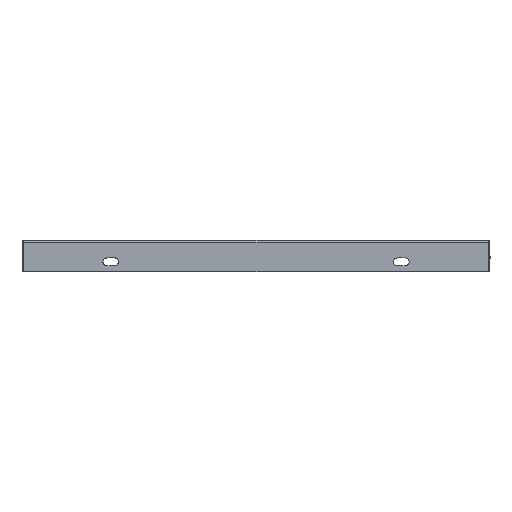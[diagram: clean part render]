
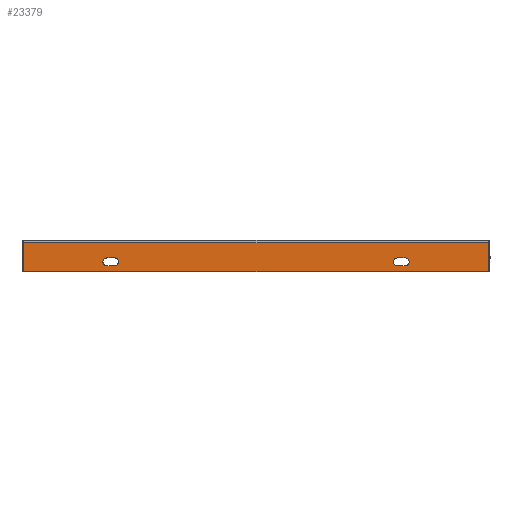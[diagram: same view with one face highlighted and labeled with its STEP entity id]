
A CAD part, left-side view. The second image highlights one B-rep face of the part: STEP entity #23379.
In plain terms, the highlighted planar face has unit normal (-1, 0, 0).
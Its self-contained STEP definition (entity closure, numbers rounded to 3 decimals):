
#1301 = VERTEX_POINT ( 'NONE', #2269 ) ;
#1302 = VERTEX_POINT ( 'NONE', #2270 ) ;
#1309 = VERTEX_POINT ( 'NONE', #2277 ) ;
#1310 = VERTEX_POINT ( 'NONE', #2278 ) ;
#2067 = VERTEX_POINT ( 'NONE', #7476 ) ;
#2068 = VERTEX_POINT ( 'NONE', #7478 ) ;
#2071 = VERTEX_POINT ( 'NONE', #7482 ) ;
#2072 = VERTEX_POINT ( 'NONE', #7483 ) ;
#2074 = VERTEX_POINT ( 'NONE', #7487 ) ;
#2075 = VERTEX_POINT ( 'NONE', #7488 ) ;
#2076 = VERTEX_POINT ( 'NONE', #7490 ) ;
#2077 = VERTEX_POINT ( 'NONE', #7492 ) ;
#2078 = VERTEX_POINT ( 'NONE', #7493 ) ;
#2079 = VERTEX_POINT ( 'NONE', #7495 ) ;
#2269 = CARTESIAN_POINT ( 'NONE',  ( -948.5, -157.99, -20. ) ) ;
#2270 = CARTESIAN_POINT ( 'NONE',  ( -948.5, -153.99, -16. ) ) ;
#2277 = CARTESIAN_POINT ( 'NONE',  ( -948.5, 141.99, -20. ) ) ;
#2278 = CARTESIAN_POINT ( 'NONE',  ( -948.5, 145.99, -16. ) ) ;
#5053 = EDGE_CURVE ( 'NONE', #1302, #2076, #14406, .T. ) ;
#5054 = EDGE_CURVE ( 'NONE', #2067, #2068, #14405, .T. ) ;
#5056 = EDGE_CURVE ( 'NONE', #2067, #2071, #14414, .T. ) ;
#5057 = EDGE_CURVE ( 'NONE', #2072, #2068, #14409, .T. ) ;
#5060 = EDGE_CURVE ( 'NONE', #2075, #1301, #14421, .T. ) ;
#5062 = EDGE_CURVE ( 'NONE', #2076, #2074, #14425, .T. ) ;
#5063 = EDGE_CURVE ( 'NONE', #2074, #2075, #14424, .T. ) ;
#5064 = EDGE_CURVE ( 'NONE', #2077, #2078, #14413, .T. ) ;
#5065 = EDGE_CURVE ( 'NONE', #2079, #2077, #14429, .T. ) ;
#5066 = EDGE_CURVE ( 'NONE', #1310, #2079, #14428, .T. ) ;
#5067 = EDGE_CURVE ( 'NONE', #2078, #1309, #14432, .T. ) ;
#5069 = EDGE_CURVE ( 'NONE', #2071, #2072, #14430, .T. ) ;
#5763 = AXIS2_PLACEMENT_3D ( 'NONE', #6335, #6345, #6346 ) ;
#5765 = AXIS2_PLACEMENT_3D ( 'NONE', #6360, #6366, #6367 ) ;
#6335 = CARTESIAN_POINT ( 'NONE',  ( -948.5, -153.99, -20. ) ) ;
#6345 = DIRECTION ( 'NONE',  ( -1., 0., 0. ) ) ;
#6346 = DIRECTION ( 'NONE',  ( 0., 1., 0. ) ) ;
#6360 = CARTESIAN_POINT ( 'NONE',  ( -948.5, 145.99, -20. ) ) ;
#6366 = DIRECTION ( 'NONE',  ( -1., 0., 0. ) ) ;
#6367 = DIRECTION ( 'NONE',  ( 0., -1., 0. ) ) ;
#6962 = CIRCLE ( 'NONE', #5763, 4. ) ;
#6974 = CIRCLE ( 'NONE', #5765, 4. ) ;
#7476 = CARTESIAN_POINT ( 'NONE',  ( -948.5, 239.49, -0.1 ) ) ;
#7478 = CARTESIAN_POINT ( 'NONE',  ( -948.5, -239.49, -0.1 ) ) ;
#7482 = CARTESIAN_POINT ( 'NONE',  ( -948.5, 239.49, -30. ) ) ;
#7483 = CARTESIAN_POINT ( 'NONE',  ( -948.5, -239.49, -30. ) ) ;
#7487 = CARTESIAN_POINT ( 'NONE',  ( -948.5, -145.99, -24. ) ) ;
#7488 = CARTESIAN_POINT ( 'NONE',  ( -948.5, -153.99, -24. ) ) ;
#7490 = CARTESIAN_POINT ( 'NONE',  ( -948.5, -145.99, -16. ) ) ;
#7492 = CARTESIAN_POINT ( 'NONE',  ( -948.5, 153.99, -24. ) ) ;
#7493 = CARTESIAN_POINT ( 'NONE',  ( -948.5, 145.99, -24. ) ) ;
#7495 = CARTESIAN_POINT ( 'NONE',  ( -948.5, 153.99, -16. ) ) ;
#9514 = AXIS2_PLACEMENT_3D ( 'NONE', #13736, #13743, #13744 ) ;
#9515 = AXIS2_PLACEMENT_3D ( 'NONE', #13742, #13749, #13750 ) ;
#9516 = AXIS2_PLACEMENT_3D ( 'NONE', #13760, #13761, #13762 ) ;
#9517 = AXIS2_PLACEMENT_3D ( 'NONE', #13755, #13756, #13757 ) ;
#9629 = AXIS2_PLACEMENT_3D ( 'NONE', #16358, #16364, #16365 ) ;
#13721 = CARTESIAN_POINT ( 'NONE',  ( -948.5, -153.99, -16. ) ) ;
#13728 = CARTESIAN_POINT ( 'NONE',  ( -948.5, 239.49, -0.1 ) ) ;
#13729 = DIRECTION ( 'NONE',  ( 0., 1., 0. ) ) ;
#13731 = DIRECTION ( 'NONE',  ( 0., -1., 0. ) ) ;
#13732 = CARTESIAN_POINT ( 'NONE',  ( -948.5, -239.49, 0. ) ) ;
#13734 = CARTESIAN_POINT ( 'NONE',  ( -948.5, 239.49, -30. ) ) ;
#13735 = DIRECTION ( 'NONE',  ( 0., 0., -1. ) ) ;
#13736 = CARTESIAN_POINT ( 'NONE',  ( -948.5, -153.99, -20. ) ) ;
#13737 = DIRECTION ( 'NONE',  ( 0., 0., 1. ) ) ;
#13742 = CARTESIAN_POINT ( 'NONE',  ( -948.5, -145.99, -20. ) ) ;
#13743 = DIRECTION ( 'NONE',  ( -1., 0., 0. ) ) ;
#13744 = DIRECTION ( 'NONE',  ( 0., 1., 0. ) ) ;
#13746 = CARTESIAN_POINT ( 'NONE',  ( -948.5, -153.99, -24. ) ) ;
#13749 = DIRECTION ( 'NONE',  ( -1., 0., 0. ) ) ;
#13750 = DIRECTION ( 'NONE',  ( 0., 1., 0. ) ) ;
#13751 = CARTESIAN_POINT ( 'NONE',  ( -948.5, 153.99, -24. ) ) ;
#13752 = DIRECTION ( 'NONE',  ( 0., -1., 0. ) ) ;
#13753 = CARTESIAN_POINT ( 'NONE',  ( -948.5, 153.99, -16. ) ) ;
#13754 = DIRECTION ( 'NONE',  ( 0., -1., 0. ) ) ;
#13755 = CARTESIAN_POINT ( 'NONE',  ( -948.5, 153.99, -20. ) ) ;
#13756 = DIRECTION ( 'NONE',  ( -1., 0., 0. ) ) ;
#13757 = DIRECTION ( 'NONE',  ( 0., -1., 0. ) ) ;
#13759 = DIRECTION ( 'NONE',  ( 0., 1., 0. ) ) ;
#13760 = CARTESIAN_POINT ( 'NONE',  ( -948.5, 145.99, -20. ) ) ;
#13761 = DIRECTION ( 'NONE',  ( -1., 0., 0. ) ) ;
#13762 = DIRECTION ( 'NONE',  ( 0., -1., 0. ) ) ;
#13767 = CARTESIAN_POINT ( 'NONE',  ( -948.5, -239.49, -30. ) ) ;
#13768 = DIRECTION ( 'NONE',  ( 0., -1., 0. ) ) ;
#14405 = LINE ( 'NONE', #13728, #14410 ) ;
#14406 = LINE ( 'NONE', #13721, #14408 ) ;
#14408 = VECTOR ( 'NONE', #13729, 1000. ) ;
#14409 = LINE ( 'NONE', #13732, #14416 ) ;
#14410 = VECTOR ( 'NONE', #13731, 1000. ) ;
#14411 = VECTOR ( 'NONE', #13752, 1000. ) ;
#14413 = LINE ( 'NONE', #13751, #14426 ) ;
#14414 = LINE ( 'NONE', #13734, #14415 ) ;
#14415 = VECTOR ( 'NONE', #13735, 1000. ) ;
#14416 = VECTOR ( 'NONE', #13737, 1000. ) ;
#14421 = CIRCLE ( 'NONE', #9514, 4. ) ;
#14424 = LINE ( 'NONE', #13746, #14411 ) ;
#14425 = CIRCLE ( 'NONE', #9515, 4. ) ;
#14426 = VECTOR ( 'NONE', #13754, 1000. ) ;
#14427 = VECTOR ( 'NONE', #13759, 1000. ) ;
#14428 = LINE ( 'NONE', #13753, #14427 ) ;
#14429 = CIRCLE ( 'NONE', #9517, 4. ) ;
#14430 = LINE ( 'NONE', #13767, #14431 ) ;
#14431 = VECTOR ( 'NONE', #13768, 1000. ) ;
#14432 = CIRCLE ( 'NONE', #9516, 4. ) ;
#15469 = FACE_BOUND ( 'NONE', #19802, .T. ) ;
#15475 = FACE_BOUND ( 'NONE', #19961, .T. ) ;
#15477 = FACE_OUTER_BOUND ( 'NONE', #19926, .T. ) ;
#16358 = CARTESIAN_POINT ( 'NONE',  ( -948.5, 239.49, 0. ) ) ;
#16363 = PLANE ( 'NONE',  #9629 ) ;
#16364 = DIRECTION ( 'NONE',  ( 1., 0., 0. ) ) ;
#16365 = DIRECTION ( 'NONE',  ( 0., 1., 0. ) ) ;
#19580 = ORIENTED_EDGE ( 'NONE', *, *, #5069, .T. ) ;
#19648 = ORIENTED_EDGE ( 'NONE', *, *, #5056, .T. ) ;
#19688 = ORIENTED_EDGE ( 'NONE', *, *, #5057, .T. ) ;
#19763 = ORIENTED_EDGE ( 'NONE', *, *, #5062, .F. ) ;
#19765 = ORIENTED_EDGE ( 'NONE', *, *, #24938, .F. ) ;
#19767 = ORIENTED_EDGE ( 'NONE', *, *, #5063, .F. ) ;
#19768 = ORIENTED_EDGE ( 'NONE', *, *, #5064, .F. ) ;
#19769 = ORIENTED_EDGE ( 'NONE', *, *, #5067, .F. ) ;
#19771 = ORIENTED_EDGE ( 'NONE', *, *, #24954, .F. ) ;
#19773 = ORIENTED_EDGE ( 'NONE', *, *, #5066, .F. ) ;
#19774 = ORIENTED_EDGE ( 'NONE', *, *, #5065, .F. ) ;
#19776 = ORIENTED_EDGE ( 'NONE', *, *, #5060, .F. ) ;
#19777 = ORIENTED_EDGE ( 'NONE', *, *, #5054, .F. ) ;
#19778 = ORIENTED_EDGE ( 'NONE', *, *, #5053, .F. ) ;
#19802 = EDGE_LOOP ( 'NONE', ( #19767, #19763, #19778, #19765, #19776 ) ) ;
#19926 = EDGE_LOOP ( 'NONE', ( #19777, #19648, #19580, #19688 ) ) ;
#19961 = EDGE_LOOP ( 'NONE', ( #19768, #19774, #19773, #19771, #19769 ) ) ;
#23379 = ADVANCED_FACE ( 'NONE', ( #15469, #15475, #15477 ), #16363, .F. ) ;
#24938 = EDGE_CURVE ( 'NONE', #1301, #1302, #6962, .T. ) ;
#24954 = EDGE_CURVE ( 'NONE', #1309, #1310, #6974, .T. ) ;
